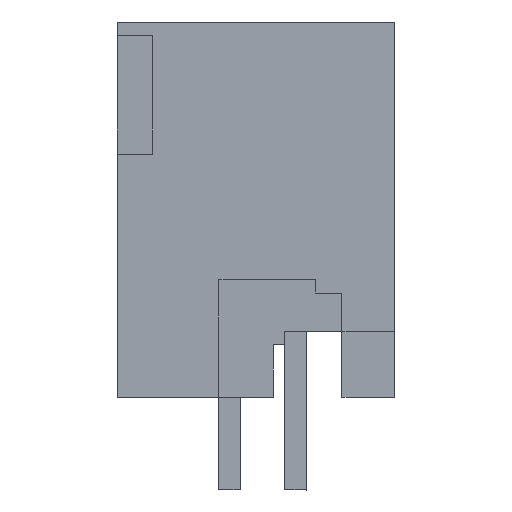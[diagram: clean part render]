
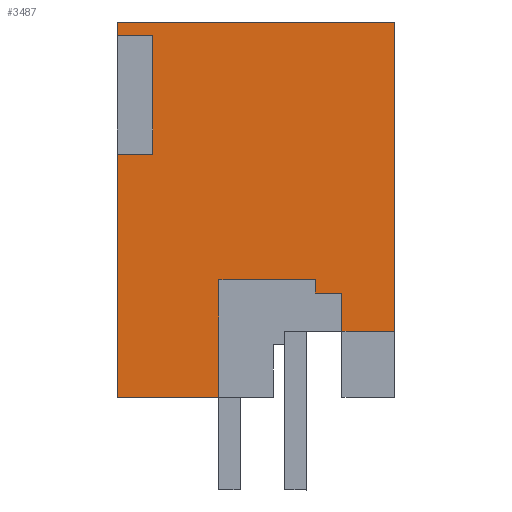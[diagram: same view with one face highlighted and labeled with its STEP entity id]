
A CAD part, left-side view. The second image highlights one B-rep face of the part: STEP entity #3487.
In plain terms, the highlighted planar face has unit normal (-1, 0, 0).
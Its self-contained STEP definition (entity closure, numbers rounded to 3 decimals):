
#3415=AXIS2_PLACEMENT_3D('Plane Axis2P3D',#3412,#3413,#3414) ;
#754=CARTESIAN_POINT('Vertex',(0.,6.65,3.5)) ;
#757=CARTESIAN_POINT('Line Origine',(0.,8.575,3.5)) ;
#761=CARTESIAN_POINT('Vertex',(0.,10.5,3.5)) ;
#1604=CARTESIAN_POINT('Vertex',(0.,2.,6.)) ;
#1607=CARTESIAN_POINT('Line Origine',(0.,2.,6.725)) ;
#1611=CARTESIAN_POINT('Vertex',(0.,2.,7.45)) ;
#1643=CARTESIAN_POINT('Line Origine',(0.,2.5,7.45)) ;
#1647=CARTESIAN_POINT('Vertex',(0.,3.,7.45)) ;
#1665=CARTESIAN_POINT('Line Origine',(0.,3.,7.7)) ;
#1669=CARTESIAN_POINT('Vertex',(0.,3.,7.95)) ;
#1694=CARTESIAN_POINT('Line Origine',(0.,4.825,7.95)) ;
#1698=CARTESIAN_POINT('Vertex',(0.,6.65,7.95)) ;
#1723=CARTESIAN_POINT('Line Origine',(0.,6.65,5.725)) ;
#3412=CARTESIAN_POINT('Axis2P3D Location',(0.,10.5,0.)) ;
#3417=CARTESIAN_POINT('Line Origine',(0.,10.5,8.1)) ;
#3421=CARTESIAN_POINT('Vertex',(0.,10.5,12.7)) ;
#3424=CARTESIAN_POINT('Line Origine',(0.,1.,6.)) ;
#3428=CARTESIAN_POINT('Vertex',(0.,0.,6.)) ;
#3431=CARTESIAN_POINT('Line Origine',(0.,0.,11.85)) ;
#3435=CARTESIAN_POINT('Vertex',(0.,0.,17.7)) ;
#3438=CARTESIAN_POINT('Line Origine',(0.,5.25,17.7)) ;
#3442=CARTESIAN_POINT('Vertex',(0.,10.5,17.7)) ;
#3445=CARTESIAN_POINT('Line Origine',(0.,10.5,17.45)) ;
#3449=CARTESIAN_POINT('Vertex',(0.,10.5,17.2)) ;
#3452=CARTESIAN_POINT('Line Origine',(0.,9.825,17.2)) ;
#3456=CARTESIAN_POINT('Vertex',(0.,9.15,17.2)) ;
#3459=CARTESIAN_POINT('Line Origine',(0.,9.15,14.95)) ;
#3463=CARTESIAN_POINT('Vertex',(0.,9.15,12.7)) ;
#3466=CARTESIAN_POINT('Line Origine',(0.,9.825,12.7)) ;
#758=DIRECTION('Vector Direction',(0.,1.,0.)) ;
#1608=DIRECTION('Vector Direction',(0.,0.,-1.)) ;
#1644=DIRECTION('Vector Direction',(0.,1.,0.)) ;
#1666=DIRECTION('Vector Direction',(0.,0.,1.)) ;
#1695=DIRECTION('Vector Direction',(0.,1.,0.)) ;
#1724=DIRECTION('Vector Direction',(0.,0.,1.)) ;
#3413=DIRECTION('Axis2P3D Direction',(-1.,0.,0.)) ;
#3414=DIRECTION('Axis2P3D XDirection',(0.,0.,1.)) ;
#3418=DIRECTION('Vector Direction',(0.,0.,1.)) ;
#3425=DIRECTION('Vector Direction',(0.,1.,0.)) ;
#3432=DIRECTION('Vector Direction',(0.,0.,1.)) ;
#3439=DIRECTION('Vector Direction',(0.,1.,0.)) ;
#3446=DIRECTION('Vector Direction',(0.,0.,1.)) ;
#3453=DIRECTION('Vector Direction',(0.,-1.,0.)) ;
#3460=DIRECTION('Vector Direction',(0.,0.,-1.)) ;
#3467=DIRECTION('Vector Direction',(0.,-1.,0.)) ;
#759=VECTOR('Line Direction',#758,1.) ;
#1609=VECTOR('Line Direction',#1608,1.) ;
#1645=VECTOR('Line Direction',#1644,1.) ;
#1667=VECTOR('Line Direction',#1666,1.) ;
#1696=VECTOR('Line Direction',#1695,1.) ;
#1725=VECTOR('Line Direction',#1724,1.) ;
#3419=VECTOR('Line Direction',#3418,1.) ;
#3426=VECTOR('Line Direction',#3425,1.) ;
#3433=VECTOR('Line Direction',#3432,1.) ;
#3440=VECTOR('Line Direction',#3439,1.) ;
#3447=VECTOR('Line Direction',#3446,1.) ;
#3454=VECTOR('Line Direction',#3453,1.) ;
#3461=VECTOR('Line Direction',#3460,1.) ;
#3468=VECTOR('Line Direction',#3467,1.) ;
#3472=ORIENTED_EDGE('',*,*,#3423,.T.) ;
#3473=ORIENTED_EDGE('',*,*,#763,.T.) ;
#3474=ORIENTED_EDGE('',*,*,#1727,.T.) ;
#3475=ORIENTED_EDGE('',*,*,#1700,.T.) ;
#3476=ORIENTED_EDGE('',*,*,#1671,.T.) ;
#3477=ORIENTED_EDGE('',*,*,#1649,.T.) ;
#3478=ORIENTED_EDGE('',*,*,#1613,.T.) ;
#3479=ORIENTED_EDGE('',*,*,#3430,.T.) ;
#3480=ORIENTED_EDGE('',*,*,#3437,.T.) ;
#3481=ORIENTED_EDGE('',*,*,#3444,.T.) ;
#3482=ORIENTED_EDGE('',*,*,#3451,.T.) ;
#3483=ORIENTED_EDGE('',*,*,#3458,.F.) ;
#3484=ORIENTED_EDGE('',*,*,#3465,.F.) ;
#3485=ORIENTED_EDGE('',*,*,#3470,.F.) ;
#3487=ADVANCED_FACE('HOUSING',(#3486),#3416,.T.) ;
#763=EDGE_CURVE('',#762,#755,#760,.F.) ;
#1613=EDGE_CURVE('',#1612,#1605,#1610,.T.) ;
#1649=EDGE_CURVE('',#1648,#1612,#1646,.F.) ;
#1671=EDGE_CURVE('',#1670,#1648,#1668,.F.) ;
#1700=EDGE_CURVE('',#1699,#1670,#1697,.F.) ;
#1727=EDGE_CURVE('',#755,#1699,#1726,.T.) ;
#3423=EDGE_CURVE('',#3422,#762,#3420,.F.) ;
#3430=EDGE_CURVE('',#1605,#3429,#3427,.F.) ;
#3437=EDGE_CURVE('',#3429,#3436,#3434,.T.) ;
#3444=EDGE_CURVE('',#3436,#3443,#3441,.T.) ;
#3451=EDGE_CURVE('',#3443,#3450,#3448,.F.) ;
#3458=EDGE_CURVE('',#3457,#3450,#3455,.F.) ;
#3465=EDGE_CURVE('',#3464,#3457,#3462,.F.) ;
#3470=EDGE_CURVE('',#3422,#3464,#3469,.T.) ;
#3471=EDGE_LOOP('',(#3472,#3473,#3474,#3475,#3476,#3477,#3478,#3479,#3480,#3481,#3482,#3483,#3484,#3485)) ;
#3486=FACE_OUTER_BOUND('',#3471,.T.) ;
#760=LINE('Line',#757,#759) ;
#1610=LINE('Line',#1607,#1609) ;
#1646=LINE('Line',#1643,#1645) ;
#1668=LINE('Line',#1665,#1667) ;
#1697=LINE('Line',#1694,#1696) ;
#1726=LINE('Line',#1723,#1725) ;
#3420=LINE('Line',#3417,#3419) ;
#3427=LINE('Line',#3424,#3426) ;
#3434=LINE('Line',#3431,#3433) ;
#3441=LINE('Line',#3438,#3440) ;
#3448=LINE('Line',#3445,#3447) ;
#3455=LINE('Line',#3452,#3454) ;
#3462=LINE('Line',#3459,#3461) ;
#3469=LINE('Line',#3466,#3468) ;
#3416=PLANE('',#3415) ;
#755=VERTEX_POINT('',#754) ;
#762=VERTEX_POINT('',#761) ;
#1605=VERTEX_POINT('',#1604) ;
#1612=VERTEX_POINT('',#1611) ;
#1648=VERTEX_POINT('',#1647) ;
#1670=VERTEX_POINT('',#1669) ;
#1699=VERTEX_POINT('',#1698) ;
#3422=VERTEX_POINT('',#3421) ;
#3429=VERTEX_POINT('',#3428) ;
#3436=VERTEX_POINT('',#3435) ;
#3443=VERTEX_POINT('',#3442) ;
#3450=VERTEX_POINT('',#3449) ;
#3457=VERTEX_POINT('',#3456) ;
#3464=VERTEX_POINT('',#3463) ;
